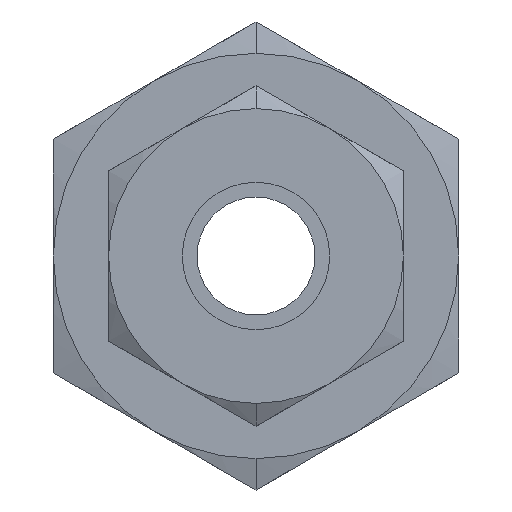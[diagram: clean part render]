
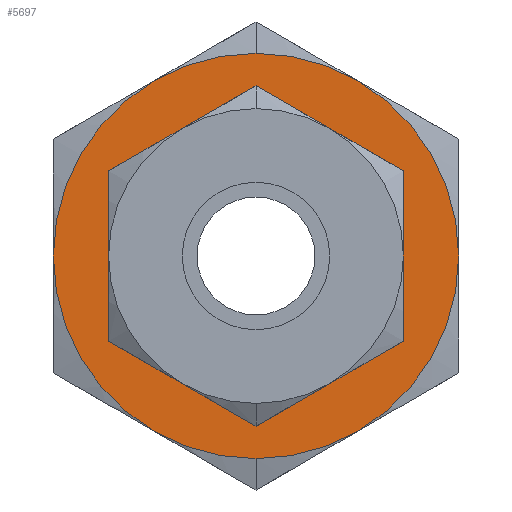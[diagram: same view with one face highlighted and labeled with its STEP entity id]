
A CAD part, left-side view. The second image highlights one B-rep face of the part: STEP entity #5697.
In plain terms, the highlighted planar face has unit normal (-1, 0, 0).
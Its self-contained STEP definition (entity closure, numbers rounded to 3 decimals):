
#101 = VERTEX_POINT ( 'NONE', #2942 ) ;
#160 = CARTESIAN_POINT ( 'NONE',  ( 18.6, 0., 0. ) ) ;
#166 = CIRCLE ( 'NONE', #300, 11. ) ;
#216 = CARTESIAN_POINT ( 'NONE',  ( 18.6, 0., 11. ) ) ;
#300 = AXIS2_PLACEMENT_3D ( 'NONE', #6988, #1846, #1807 ) ;
#313 = AXIS2_PLACEMENT_3D ( 'NONE', #5870, #1117, #5980 ) ;
#698 = DIRECTION ( 'NONE',  ( -1., 0., 0. ) ) ;
#735 = CARTESIAN_POINT ( 'NONE',  ( 18.6, 11., 0. ) ) ;
#744 = CARTESIAN_POINT ( 'NONE',  ( 18.6, 0., 0. ) ) ;
#1117 = DIRECTION ( 'NONE',  ( -1., 0., 0. ) ) ;
#1278 = CARTESIAN_POINT ( 'NONE',  ( 18.6, 0., 0. ) ) ;
#1303 = CIRCLE ( 'NONE', #2677, 5.594 ) ;
#1314 = VERTEX_POINT ( 'NONE', #6538 ) ;
#1497 = CARTESIAN_POINT ( 'NONE',  ( 18.6, 0., 0. ) ) ;
#1534 = DIRECTION ( 'NONE',  ( 0., 0., -1. ) ) ;
#1537 = CIRCLE ( 'NONE', #4492, 11. ) ;
#1612 = DIRECTION ( 'NONE',  ( 0., 1., 0. ) ) ;
#1685 = ORIENTED_EDGE ( 'NONE', *, *, #2566, .T. ) ;
#1715 = AXIS2_PLACEMENT_3D ( 'NONE', #160, #4887, #4198 ) ;
#1733 = EDGE_CURVE ( 'NONE', #2046, #101, #166, .T. ) ;
#1739 = EDGE_CURVE ( 'NONE', #7436, #5772, #1303, .T. ) ;
#1800 = EDGE_CURVE ( 'NONE', #6687, #6461, #6991, .T. ) ;
#1807 = DIRECTION ( 'NONE',  ( 0., 0., 1. ) ) ;
#1846 = DIRECTION ( 'NONE',  ( -1., 0., 0. ) ) ;
#2046 = VERTEX_POINT ( 'NONE', #216 ) ;
#2131 = AXIS2_PLACEMENT_3D ( 'NONE', #6022, #6057, #3080 ) ;
#2160 = CIRCLE ( 'NONE', #3884, 11. ) ;
#2487 = FACE_OUTER_BOUND ( 'NONE', #3092, .T. ) ;
#2566 = EDGE_CURVE ( 'NONE', #1314, #2874, #2160, .T. ) ;
#2606 = EDGE_CURVE ( 'NONE', #3174, #1314, #3513, .T. ) ;
#2647 = ORIENTED_EDGE ( 'NONE', *, *, #5173, .T. ) ;
#2677 = AXIS2_PLACEMENT_3D ( 'NONE', #3548, #5356, #3004 ) ;
#2874 = VERTEX_POINT ( 'NONE', #5669 ) ;
#2883 = CARTESIAN_POINT ( 'NONE',  ( 18.6, 5.5, -9.526 ) ) ;
#2942 = CARTESIAN_POINT ( 'NONE',  ( 18.6, 5.5, 9.526 ) ) ;
#3004 = DIRECTION ( 'NONE',  ( 0., 0., 1. ) ) ;
#3080 = DIRECTION ( 'NONE',  ( 0., -0.5, -0.866 ) ) ;
#3092 = EDGE_LOOP ( 'NONE', ( #5663, #5576, #5694, #3791, #4801, #1685, #2647, #3165 ) ) ;
#3165 = ORIENTED_EDGE ( 'NONE', *, *, #1800, .T. ) ;
#3174 = VERTEX_POINT ( 'NONE', #2883 ) ;
#3201 = EDGE_CURVE ( 'NONE', #4725, #3174, #1537, .T. ) ;
#3237 = DIRECTION ( 'NONE',  ( 1., 0., 0. ) ) ;
#3385 = DIRECTION ( 'NONE',  ( -1., 0., 0. ) ) ;
#3397 = CARTESIAN_POINT ( 'NONE',  ( 18.6, 0., -5.594 ) ) ;
#3513 = CIRCLE ( 'NONE', #4750, 11. ) ;
#3548 = CARTESIAN_POINT ( 'NONE',  ( 18.6, 0., 0. ) ) ;
#3622 = AXIS2_PLACEMENT_3D ( 'NONE', #744, #3722, #6078 ) ;
#3646 = DIRECTION ( 'NONE',  ( -1., 0., 0. ) ) ;
#3722 = DIRECTION ( 'NONE',  ( 1., 0., 0. ) ) ;
#3787 = AXIS2_PLACEMENT_3D ( 'NONE', #1278, #698, #5651 ) ;
#3791 = ORIENTED_EDGE ( 'NONE', *, *, #3201, .T. ) ;
#3884 = AXIS2_PLACEMENT_3D ( 'NONE', #7645, #7530, #4086 ) ;
#4069 = CIRCLE ( 'NONE', #1715, 11. ) ;
#4086 = DIRECTION ( 'NONE',  ( 0., 0., -1. ) ) ;
#4198 = DIRECTION ( 'NONE',  ( 0., 0.5, 0.866 ) ) ;
#4294 = EDGE_CURVE ( 'NONE', #101, #4725, #4069, .T. ) ;
#4310 = CARTESIAN_POINT ( 'NONE',  ( 18.6, 0., 5.594 ) ) ;
#4492 = AXIS2_PLACEMENT_3D ( 'NONE', #4548, #3385, #1612 ) ;
#4548 = CARTESIAN_POINT ( 'NONE',  ( 18.6, 0., 0. ) ) ;
#4601 = EDGE_CURVE ( 'NONE', #5772, #7436, #6652, .T. ) ;
#4725 = VERTEX_POINT ( 'NONE', #735 ) ;
#4750 = AXIS2_PLACEMENT_3D ( 'NONE', #4808, #3646, #4841 ) ;
#4801 = ORIENTED_EDGE ( 'NONE', *, *, #2606, .T. ) ;
#4808 = CARTESIAN_POINT ( 'NONE',  ( 18.6, 0., 0. ) ) ;
#4841 = DIRECTION ( 'NONE',  ( 0., 0.5, -0.866 ) ) ;
#4887 = DIRECTION ( 'NONE',  ( -1., 0., 0. ) ) ;
#4922 = ORIENTED_EDGE ( 'NONE', *, *, #4601, .T. ) ;
#5173 = EDGE_CURVE ( 'NONE', #2874, #6687, #5467, .T. ) ;
#5356 = DIRECTION ( 'NONE',  ( 1., 0., 0. ) ) ;
#5448 = CARTESIAN_POINT ( 'NONE',  ( 18.6, -11., 0. ) ) ;
#5467 = CIRCLE ( 'NONE', #2131, 11. ) ;
#5576 = ORIENTED_EDGE ( 'NONE', *, *, #1733, .T. ) ;
#5619 = EDGE_LOOP ( 'NONE', ( #4922, #7149 ) ) ;
#5651 = DIRECTION ( 'NONE',  ( 0., -0.5, 0.866 ) ) ;
#5663 = ORIENTED_EDGE ( 'NONE', *, *, #6768, .T. ) ;
#5669 = CARTESIAN_POINT ( 'NONE',  ( 18.6, -5.5, -9.526 ) ) ;
#5694 = ORIENTED_EDGE ( 'NONE', *, *, #4294, .T. ) ;
#5697 = ADVANCED_FACE ( 'NONE', ( #5960, #2487 ), #6037, .F. ) ;
#5772 = VERTEX_POINT ( 'NONE', #3397 ) ;
#5870 = CARTESIAN_POINT ( 'NONE',  ( 18.6, 0., 0. ) ) ;
#5893 = CIRCLE ( 'NONE', #3787, 11. ) ;
#5960 = FACE_BOUND ( 'NONE', #5619, .T. ) ;
#5980 = DIRECTION ( 'NONE',  ( 0., -1., 0. ) ) ;
#6022 = CARTESIAN_POINT ( 'NONE',  ( 18.6, 0., 0. ) ) ;
#6037 = PLANE ( 'NONE',  #3622 ) ;
#6057 = DIRECTION ( 'NONE',  ( -1., 0., 0. ) ) ;
#6078 = DIRECTION ( 'NONE',  ( 0., 1., 0. ) ) ;
#6271 = CARTESIAN_POINT ( 'NONE',  ( 18.6, -5.5, 9.526 ) ) ;
#6461 = VERTEX_POINT ( 'NONE', #6271 ) ;
#6538 = CARTESIAN_POINT ( 'NONE',  ( 18.6, 0., -11. ) ) ;
#6652 = CIRCLE ( 'NONE', #6773, 5.594 ) ;
#6687 = VERTEX_POINT ( 'NONE', #5448 ) ;
#6768 = EDGE_CURVE ( 'NONE', #6461, #2046, #5893, .T. ) ;
#6773 = AXIS2_PLACEMENT_3D ( 'NONE', #1497, #3237, #1534 ) ;
#6988 = CARTESIAN_POINT ( 'NONE',  ( 18.6, 0., 0. ) ) ;
#6991 = CIRCLE ( 'NONE', #313, 11. ) ;
#7149 = ORIENTED_EDGE ( 'NONE', *, *, #1739, .T. ) ;
#7436 = VERTEX_POINT ( 'NONE', #4310 ) ;
#7530 = DIRECTION ( 'NONE',  ( -1., 0., 0. ) ) ;
#7645 = CARTESIAN_POINT ( 'NONE',  ( 18.6, 0., 0. ) ) ;
